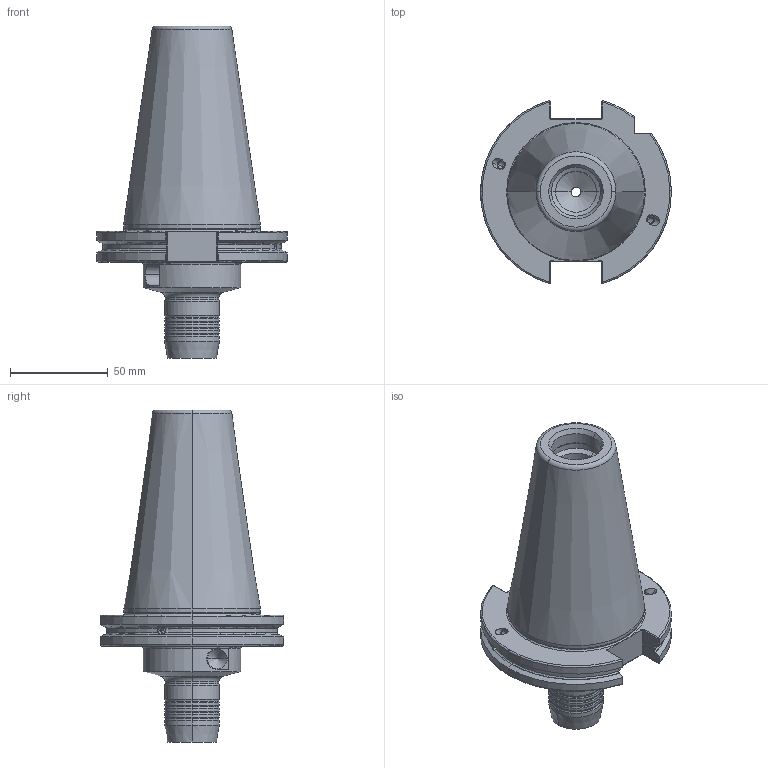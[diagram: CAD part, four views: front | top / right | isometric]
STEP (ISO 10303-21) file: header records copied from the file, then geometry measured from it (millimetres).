
FILE_DESCRIPTION (( 'STEP AP214' ), '1' );
FILE_NAME ('77.502.008 x68_step.STEP', '2022-06-23T06:45:06', ( '' ), ( '' ), 'SwSTEP 2.0', 'SolidWorks 2018', '' );
FILE_SCHEMA (( 'AUTOMOTIVE_DESIGN' ));
Length unit declared in the file: millimetre
Products named in the file (1): 77.502.008 x68_step
Bounding box: 97.45 x 93.7 x 169.6 mm (x, y, z)
Volume: 370566.5 mm3; surface area: 49752 mm2
Topology: 1 solids, 1 shells, 222 faces, 556 edges, 330 vertices
Faces by surface type: cylinder 69, torus 50, plane 49, cone 46, bspline 8
Entity records: 8750 total; most frequent: CARTESIAN_POINT 3263, ORIENTED_EDGE 1100, DIRECTION 1083, EDGE_CURVE 550, AXIS2_PLACEMENT_3D 446, VERTEX_POINT 330, EDGE_LOOP 232, CIRCLE 231
